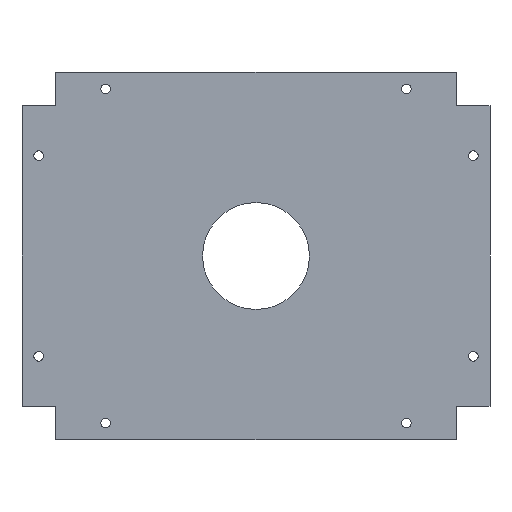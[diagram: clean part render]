
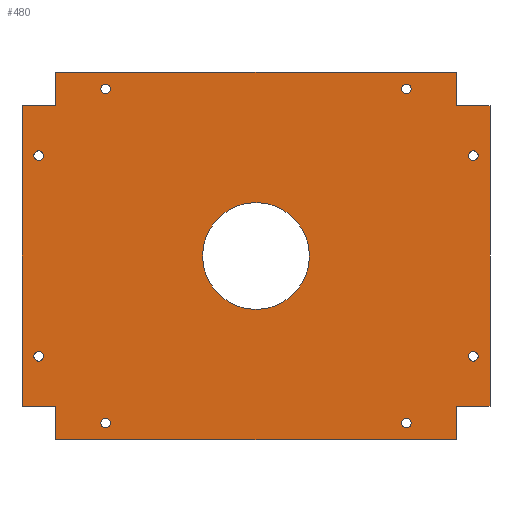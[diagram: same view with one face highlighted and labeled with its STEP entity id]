
A CAD part, front view. The second image highlights one B-rep face of the part: STEP entity #480.
In plain terms, the highlighted planar face has unit normal (0, -1, 0).
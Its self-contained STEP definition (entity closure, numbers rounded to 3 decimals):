
#15=FACE_BOUND('',#92,.T.);
#16=FACE_BOUND('',#93,.T.);
#17=FACE_BOUND('',#94,.T.);
#18=FACE_BOUND('',#95,.T.);
#19=FACE_BOUND('',#96,.T.);
#20=FACE_BOUND('',#97,.T.);
#21=FACE_BOUND('',#98,.T.);
#22=FACE_BOUND('',#99,.T.);
#23=FACE_BOUND('',#100,.T.);
#45=PLANE('',#535);
#68=FACE_OUTER_BOUND('',#91,.T.);
#91=EDGE_LOOP('',(#408,#409,#410,#411,#412,#413,#414,#415,#416,#417,#418,
#419));
#92=EDGE_LOOP('',(#420));
#93=EDGE_LOOP('',(#421));
#94=EDGE_LOOP('',(#422));
#95=EDGE_LOOP('',(#423));
#96=EDGE_LOOP('',(#424));
#97=EDGE_LOOP('',(#425));
#98=EDGE_LOOP('',(#426));
#99=EDGE_LOOP('',(#427));
#100=EDGE_LOOP('',(#428));
#122=LINE('',#728,#167);
#125=LINE('',#734,#170);
#128=LINE('',#740,#173);
#131=LINE('',#746,#176);
#134=LINE('',#752,#179);
#137=LINE('',#758,#182);
#140=LINE('',#764,#185);
#143=LINE('',#770,#188);
#146=LINE('',#776,#191);
#149=LINE('',#782,#194);
#152=LINE('',#788,#197);
#155=LINE('',#792,#200);
#167=VECTOR('',#606,10.);
#170=VECTOR('',#611,10.);
#173=VECTOR('',#616,10.);
#176=VECTOR('',#621,10.);
#179=VECTOR('',#626,10.);
#182=VECTOR('',#631,10.);
#185=VECTOR('',#636,10.);
#188=VECTOR('',#641,10.);
#191=VECTOR('',#646,10.);
#194=VECTOR('',#651,10.);
#197=VECTOR('',#656,10.);
#200=VECTOR('',#661,10.);
#201=CIRCLE('',#497,2.9);
#203=CIRCLE('',#500,2.9);
#205=CIRCLE('',#503,2.9);
#207=CIRCLE('',#506,2.9);
#209=CIRCLE('',#509,2.9);
#211=CIRCLE('',#512,2.9);
#213=CIRCLE('',#515,2.9);
#215=CIRCLE('',#518,2.9);
#217=CIRCLE('',#521,31.963);
#219=VERTEX_POINT('',#668);
#221=VERTEX_POINT('',#674);
#223=VERTEX_POINT('',#680);
#225=VERTEX_POINT('',#686);
#227=VERTEX_POINT('',#692);
#229=VERTEX_POINT('',#698);
#231=VERTEX_POINT('',#704);
#233=VERTEX_POINT('',#710);
#235=VERTEX_POINT('',#716);
#239=VERTEX_POINT('',#725);
#240=VERTEX_POINT('',#727);
#242=VERTEX_POINT('',#733);
#244=VERTEX_POINT('',#739);
#246=VERTEX_POINT('',#745);
#248=VERTEX_POINT('',#751);
#250=VERTEX_POINT('',#757);
#252=VERTEX_POINT('',#763);
#254=VERTEX_POINT('',#769);
#256=VERTEX_POINT('',#775);
#258=VERTEX_POINT('',#781);
#260=VERTEX_POINT('',#787);
#261=EDGE_CURVE('',#219,#219,#201,.T.);
#264=EDGE_CURVE('',#221,#221,#203,.T.);
#267=EDGE_CURVE('',#223,#223,#205,.T.);
#270=EDGE_CURVE('',#225,#225,#207,.T.);
#273=EDGE_CURVE('',#227,#227,#209,.T.);
#276=EDGE_CURVE('',#229,#229,#211,.T.);
#279=EDGE_CURVE('',#231,#231,#213,.T.);
#282=EDGE_CURVE('',#233,#233,#215,.T.);
#285=EDGE_CURVE('',#235,#235,#217,.T.);
#290=EDGE_CURVE('',#240,#239,#122,.T.);
#293=EDGE_CURVE('',#242,#240,#125,.T.);
#296=EDGE_CURVE('',#244,#242,#128,.T.);
#299=EDGE_CURVE('',#246,#244,#131,.T.);
#302=EDGE_CURVE('',#248,#246,#134,.T.);
#305=EDGE_CURVE('',#250,#248,#137,.T.);
#308=EDGE_CURVE('',#252,#250,#140,.T.);
#311=EDGE_CURVE('',#254,#252,#143,.T.);
#314=EDGE_CURVE('',#256,#254,#146,.T.);
#317=EDGE_CURVE('',#258,#256,#149,.T.);
#320=EDGE_CURVE('',#260,#258,#152,.T.);
#323=EDGE_CURVE('',#239,#260,#155,.T.);
#408=ORIENTED_EDGE('',*,*,#323,.T.);
#409=ORIENTED_EDGE('',*,*,#320,.T.);
#410=ORIENTED_EDGE('',*,*,#317,.T.);
#411=ORIENTED_EDGE('',*,*,#314,.T.);
#412=ORIENTED_EDGE('',*,*,#311,.T.);
#413=ORIENTED_EDGE('',*,*,#308,.T.);
#414=ORIENTED_EDGE('',*,*,#305,.T.);
#415=ORIENTED_EDGE('',*,*,#302,.T.);
#416=ORIENTED_EDGE('',*,*,#299,.T.);
#417=ORIENTED_EDGE('',*,*,#296,.T.);
#418=ORIENTED_EDGE('',*,*,#293,.T.);
#419=ORIENTED_EDGE('',*,*,#290,.T.);
#420=ORIENTED_EDGE('',*,*,#285,.T.);
#421=ORIENTED_EDGE('',*,*,#282,.T.);
#422=ORIENTED_EDGE('',*,*,#279,.T.);
#423=ORIENTED_EDGE('',*,*,#276,.T.);
#424=ORIENTED_EDGE('',*,*,#273,.T.);
#425=ORIENTED_EDGE('',*,*,#270,.T.);
#426=ORIENTED_EDGE('',*,*,#267,.T.);
#427=ORIENTED_EDGE('',*,*,#264,.T.);
#428=ORIENTED_EDGE('',*,*,#261,.T.);
#480=ADVANCED_FACE('',(#68,#15,#16,#17,#18,#19,#20,#21,#22,#23),#45,.T.);
#497=AXIS2_PLACEMENT_3D('',#669,#541,#542);
#500=AXIS2_PLACEMENT_3D('',#675,#548,#549);
#503=AXIS2_PLACEMENT_3D('',#681,#555,#556);
#506=AXIS2_PLACEMENT_3D('',#687,#562,#563);
#509=AXIS2_PLACEMENT_3D('',#693,#569,#570);
#512=AXIS2_PLACEMENT_3D('',#699,#576,#577);
#515=AXIS2_PLACEMENT_3D('',#705,#583,#584);
#518=AXIS2_PLACEMENT_3D('',#711,#590,#591);
#521=AXIS2_PLACEMENT_3D('',#717,#597,#598);
#535=AXIS2_PLACEMENT_3D('',#793,#662,#663);
#541=DIRECTION('center_axis',(0.,1.,0.));
#542=DIRECTION('ref_axis',(1.,0.,0.));
#548=DIRECTION('center_axis',(0.,1.,0.));
#549=DIRECTION('ref_axis',(1.,0.,0.));
#555=DIRECTION('center_axis',(0.,1.,0.));
#556=DIRECTION('ref_axis',(1.,0.,0.));
#562=DIRECTION('center_axis',(0.,1.,0.));
#563=DIRECTION('ref_axis',(1.,0.,0.));
#569=DIRECTION('center_axis',(0.,1.,0.));
#570=DIRECTION('ref_axis',(1.,0.,0.));
#576=DIRECTION('center_axis',(0.,1.,0.));
#577=DIRECTION('ref_axis',(1.,0.,0.));
#583=DIRECTION('center_axis',(0.,1.,0.));
#584=DIRECTION('ref_axis',(1.,0.,0.));
#590=DIRECTION('center_axis',(0.,1.,0.));
#591=DIRECTION('ref_axis',(1.,0.,0.));
#597=DIRECTION('center_axis',(0.,1.,0.));
#598=DIRECTION('ref_axis',(1.,0.,0.));
#606=DIRECTION('',(-1.,0.,0.));
#611=DIRECTION('',(0.,0.,-1.));
#616=DIRECTION('',(-1.,0.,0.));
#621=DIRECTION('',(0.,0.,1.));
#626=DIRECTION('',(-1.,0.,0.));
#631=DIRECTION('',(0.,0.,1.));
#636=DIRECTION('',(1.,0.,0.));
#641=DIRECTION('',(0.,0.,1.));
#646=DIRECTION('',(1.,0.,0.));
#651=DIRECTION('',(0.,0.,-1.));
#656=DIRECTION('',(1.,0.,0.));
#661=DIRECTION('',(0.,0.,-1.));
#662=DIRECTION('center_axis',(0.,-1.,0.));
#663=DIRECTION('ref_axis',(1.,0.,0.));
#668=CARTESIAN_POINT('',(7.1,295.99,170.));
#669=CARTESIAN_POINT('Origin',(10.,295.99,170.));
#674=CARTESIAN_POINT('',(47.1,295.99,10.));
#675=CARTESIAN_POINT('Origin',(50.,295.99,10.));
#680=CARTESIAN_POINT('',(267.1,295.99,50.));
#681=CARTESIAN_POINT('Origin',(270.,295.99,50.));
#686=CARTESIAN_POINT('',(267.1,295.99,170.));
#687=CARTESIAN_POINT('Origin',(270.,295.99,170.));
#692=CARTESIAN_POINT('',(227.1,295.99,10.));
#693=CARTESIAN_POINT('Origin',(230.,295.99,10.));
#698=CARTESIAN_POINT('',(7.1,295.99,50.));
#699=CARTESIAN_POINT('Origin',(10.,295.99,50.));
#704=CARTESIAN_POINT('',(47.1,295.99,210.));
#705=CARTESIAN_POINT('Origin',(50.,295.99,210.));
#710=CARTESIAN_POINT('',(227.1,295.99,210.));
#711=CARTESIAN_POINT('Origin',(230.,295.99,210.));
#716=CARTESIAN_POINT('',(108.037,295.99,110.));
#717=CARTESIAN_POINT('Origin',(140.,295.99,110.));
#725=CARTESIAN_POINT('',(0.,295.99,199.75));
#727=CARTESIAN_POINT('',(20.25,295.99,199.75));
#728=CARTESIAN_POINT('',(0.,295.99,199.75));
#733=CARTESIAN_POINT('',(20.25,295.99,220.));
#734=CARTESIAN_POINT('',(20.25,295.99,199.75));
#739=CARTESIAN_POINT('',(259.75,295.99,220.));
#740=CARTESIAN_POINT('',(278.5,295.99,220.));
#745=CARTESIAN_POINT('',(259.75,295.99,199.75));
#746=CARTESIAN_POINT('',(259.75,295.99,199.75));
#751=CARTESIAN_POINT('',(280.,295.99,199.75));
#752=CARTESIAN_POINT('',(280.,295.99,199.75));
#757=CARTESIAN_POINT('',(280.,295.99,20.25));
#758=CARTESIAN_POINT('',(280.,295.99,1.5));
#763=CARTESIAN_POINT('',(259.75,295.99,20.25));
#764=CARTESIAN_POINT('',(259.75,295.99,20.25));
#769=CARTESIAN_POINT('',(259.75,295.99,0.));
#770=CARTESIAN_POINT('',(259.75,295.99,0.));
#775=CARTESIAN_POINT('',(20.25,295.99,0.));
#776=CARTESIAN_POINT('',(1.5,295.99,0.));
#781=CARTESIAN_POINT('',(20.25,295.99,20.25));
#782=CARTESIAN_POINT('',(20.25,295.99,20.25));
#787=CARTESIAN_POINT('',(0.,295.99,20.25));
#788=CARTESIAN_POINT('',(0.,295.99,20.25));
#792=CARTESIAN_POINT('',(0.,295.99,218.5));
#793=CARTESIAN_POINT('Origin',(140.,295.99,110.));
